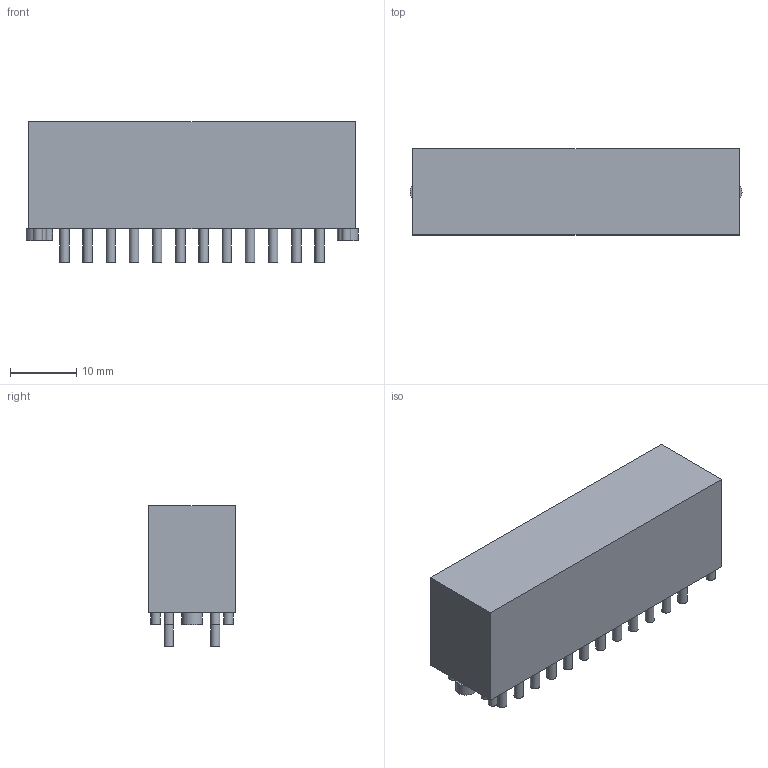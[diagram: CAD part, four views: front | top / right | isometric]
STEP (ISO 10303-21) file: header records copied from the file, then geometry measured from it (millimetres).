
FILE_DESCRIPTION(('FreeCAD Model'),'2;1');
FILE_NAME('15753627.2.3.stp','2022-03-24T13:33:16',( 'Author'),(''),'Open CASCADE STEP processor 6.9','FreeCAD','Unknown' );
FILE_SCHEMA(('AUTOMOTIVE_DESIGN { 1 0 10303 214 1 1 1 1 }'));
Length unit declared in the file: millimetre
Products named in the file (4): ASSEMBLY; Body; Lugs; Leads
Assembly tree (3 placements, depth 2):
  ASSEMBLY
    Body
    Lugs
    Leads
Bounding box: 50.1 x 13 x 21.25 mm (x, y, z)
Volume: 10588.3 mm3; surface area: 4059.5 mm2
Topology: 35 solids, 35 shells, 108 faces, 114 edges, 76 vertices
Faces by surface type: plane 74, cylinder 34
Full cylindrical faces by diameter (mm): 1.4 x32, 3.1 x2
Entity records: 3824 total; most frequent: DIRECTION 634, CARTESIAN_POINT 530, ORIENTED_EDGE 228, PCURVE 228, DEFINITIONAL_REPRESENTATION 228, LINE 206, VECTOR 206, AXIS2_PLACEMENT_3D 180
